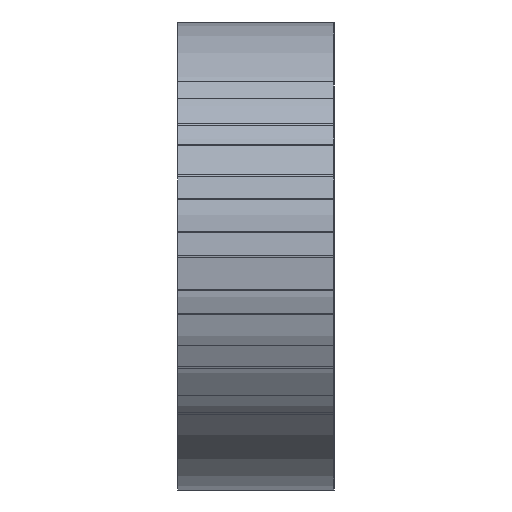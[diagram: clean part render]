
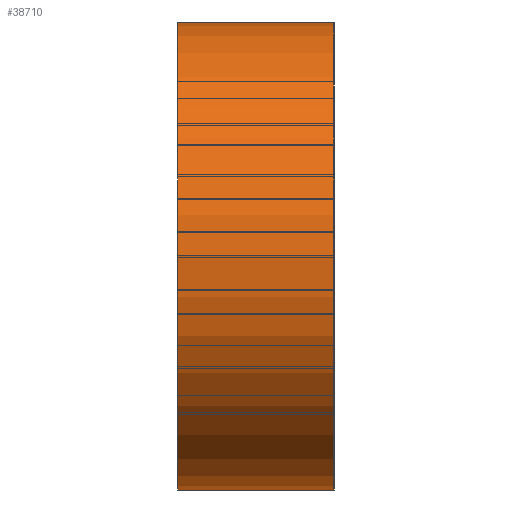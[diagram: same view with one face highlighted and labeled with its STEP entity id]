
A CAD part, left-side view. The second image highlights one B-rep face of the part: STEP entity #38710.
In plain terms, the highlighted cylindrical face has radius 38.1 mm (diameter 76.2 mm), a partial arc.
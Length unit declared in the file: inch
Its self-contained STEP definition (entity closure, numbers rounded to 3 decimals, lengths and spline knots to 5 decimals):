
#1666 = CIRCLE ( 'NONE', #4298, 1.5 ) ;
#4298 = AXIS2_PLACEMENT_3D ( 'NONE', #12667, #34055, #15700 ) ;
#5217 = CYLINDRICAL_SURFACE ( 'NONE', #38437, 1.5 ) ;
#5985 = VERTEX_POINT ( 'NONE', #15001 ) ;
#7056 = ORIENTED_EDGE ( 'NONE', *, *, #29660, .F. ) ;
#7825 = DIRECTION ( 'NONE',  ( 0., 1., 0. ) ) ;
#9340 = DIRECTION ( 'NONE',  ( 0., 0., -1. ) ) ;
#9584 = LINE ( 'NONE', #11582, #27241 ) ;
#11582 = CARTESIAN_POINT ( 'NONE',  ( -14.05006, 1., 1.5 ) ) ;
#11645 = CARTESIAN_POINT ( 'NONE',  ( -14.05006, 1., 1.5 ) ) ;
#12160 = VERTEX_POINT ( 'NONE', #11645 ) ;
#12667 = CARTESIAN_POINT ( 'NONE',  ( -14.05006, 1., 0. ) ) ;
#13270 = VERTEX_POINT ( 'NONE', #29457 ) ;
#13605 = EDGE_LOOP ( 'NONE', ( #37153, #31731, #7056, #39268 ) ) ;
#15001 = CARTESIAN_POINT ( 'NONE',  ( -14.05006, 0., -1.5 ) ) ;
#15700 = DIRECTION ( 'NONE',  ( 0., 0., 1. ) ) ;
#15994 = EDGE_CURVE ( 'NONE', #5985, #13270, #20935, .T. ) ;
#16184 = VECTOR ( 'NONE', #36936, 39.37008 ) ;
#20935 = CIRCLE ( 'NONE', #23018, 1.5 ) ;
#22457 = FACE_OUTER_BOUND ( 'NONE', #13605, .T. ) ;
#23018 = AXIS2_PLACEMENT_3D ( 'NONE', #26183, #7825, #29249 ) ;
#26183 = CARTESIAN_POINT ( 'NONE',  ( -14.05006, 0., 0. ) ) ;
#26499 = VERTEX_POINT ( 'NONE', #31627 ) ;
#26740 = EDGE_CURVE ( 'NONE', #12160, #13270, #9584, .T. ) ;
#27241 = VECTOR ( 'NONE', #32959, 39.37008 ) ;
#27685 = DIRECTION ( 'NONE',  ( 0., -1., 0. ) ) ;
#29249 = DIRECTION ( 'NONE',  ( 0., 0., 1. ) ) ;
#29457 = CARTESIAN_POINT ( 'NONE',  ( -14.05006, 0., 1.5 ) ) ;
#29660 = EDGE_CURVE ( 'NONE', #26499, #12160, #1666, .T. ) ;
#31627 = CARTESIAN_POINT ( 'NONE',  ( -14.05006, 1., -1.5 ) ) ;
#31731 = ORIENTED_EDGE ( 'NONE', *, *, #26740, .F. ) ;
#32959 = DIRECTION ( 'NONE',  ( 0., -1., 0. ) ) ;
#33409 = EDGE_CURVE ( 'NONE', #26499, #5985, #39694, .T. ) ;
#33843 = CARTESIAN_POINT ( 'NONE',  ( -14.05006, 1., -1.5 ) ) ;
#34055 = DIRECTION ( 'NONE',  ( 0., 1., 0. ) ) ;
#36791 = CARTESIAN_POINT ( 'NONE',  ( -14.05006, 1., 0. ) ) ;
#36936 = DIRECTION ( 'NONE',  ( 0., -1., 0. ) ) ;
#37153 = ORIENTED_EDGE ( 'NONE', *, *, #15994, .T. ) ;
#38437 = AXIS2_PLACEMENT_3D ( 'NONE', #36791, #27685, #9340 ) ;
#38710 = ADVANCED_FACE ( 'NONE', ( #22457 ), #5217, .T. ) ;
#39268 = ORIENTED_EDGE ( 'NONE', *, *, #33409, .T. ) ;
#39694 = LINE ( 'NONE', #33843, #16184 ) ;
